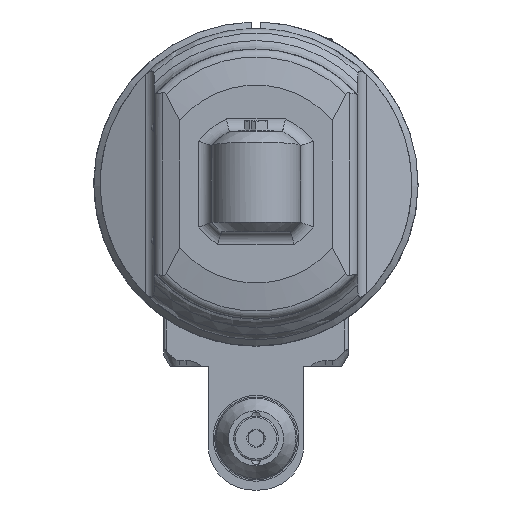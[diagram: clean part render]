
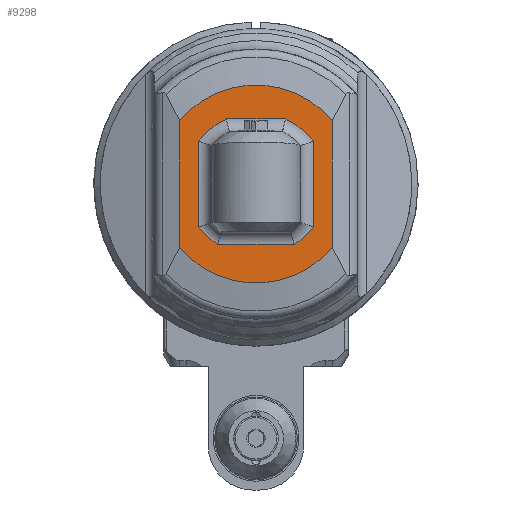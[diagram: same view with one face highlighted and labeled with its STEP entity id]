
A CAD part, front view. The second image highlights one B-rep face of the part: STEP entity #9298.
In plain terms, the highlighted face is planar.
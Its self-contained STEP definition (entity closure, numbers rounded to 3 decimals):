
#170=FACE_BOUND('',#1684,.T.);
#514=PLANE('',#10330);
#1091=FACE_OUTER_BOUND('',#1683,.T.);
#1683=EDGE_LOOP('',(#8201,#8202,#8203,#8204));
#1684=EDGE_LOOP('',(#8205,#8206,#8207,#8208,#8209,#8210,#8211,#8212));
#2153=CIRCLE('',#10324,31.157);
#2155=CIRCLE('',#10328,31.157);
#2156=CIRCLE('',#10331,22.5);
#2157=CIRCLE('',#10332,22.5);
#2158=CIRCLE('',#10333,22.5);
#2159=CIRCLE('',#10334,22.5);
#2890=LINE('',#58057,#3538);
#2891=LINE('',#58101,#3539);
#2892=LINE('',#58109,#3540);
#2893=LINE('',#58113,#3541);
#2894=LINE('',#58117,#3542);
#2895=LINE('',#58121,#3543);
#3538=VECTOR('',#12592,39.714);
#3539=VECTOR('',#12603,39.714);
#3540=VECTOR('',#12614,27.);
#3541=VECTOR('',#12617,18.547);
#3542=VECTOR('',#12620,27.);
#3543=VECTOR('',#12623,24.104);
#4434=VERTEX_POINT('',#58052);
#4435=VERTEX_POINT('',#58056);
#4438=VERTEX_POINT('',#58082);
#4440=VERTEX_POINT('',#58089);
#4441=VERTEX_POINT('',#58107);
#4442=VERTEX_POINT('',#58108);
#4443=VERTEX_POINT('',#58110);
#4444=VERTEX_POINT('',#58112);
#4445=VERTEX_POINT('',#58114);
#4446=VERTEX_POINT('',#58116);
#4447=VERTEX_POINT('',#58118);
#4448=VERTEX_POINT('',#58120);
#5714=EDGE_CURVE('',#4434,#4435,#2890,.T.);
#5719=EDGE_CURVE('',#4438,#4435,#2153,.T.);
#5723=EDGE_CURVE('',#4438,#4440,#2891,.T.);
#5725=EDGE_CURVE('',#4434,#4440,#2155,.T.);
#5726=EDGE_CURVE('',#4441,#4442,#2892,.T.);
#5727=EDGE_CURVE('',#4441,#4443,#2156,.T.);
#5728=EDGE_CURVE('',#4444,#4443,#2893,.T.);
#5729=EDGE_CURVE('',#4444,#4445,#2157,.T.);
#5730=EDGE_CURVE('',#4446,#4445,#2894,.T.);
#5731=EDGE_CURVE('',#4446,#4447,#2158,.T.);
#5732=EDGE_CURVE('',#4448,#4447,#2895,.T.);
#5733=EDGE_CURVE('',#4448,#4442,#2159,.T.);
#8201=ORIENTED_EDGE('',*,*,#5723,.F.);
#8202=ORIENTED_EDGE('',*,*,#5719,.T.);
#8203=ORIENTED_EDGE('',*,*,#5714,.F.);
#8204=ORIENTED_EDGE('',*,*,#5725,.T.);
#8205=ORIENTED_EDGE('',*,*,#5726,.F.);
#8206=ORIENTED_EDGE('',*,*,#5727,.T.);
#8207=ORIENTED_EDGE('',*,*,#5728,.F.);
#8208=ORIENTED_EDGE('',*,*,#5729,.T.);
#8209=ORIENTED_EDGE('',*,*,#5730,.F.);
#8210=ORIENTED_EDGE('',*,*,#5731,.T.);
#8211=ORIENTED_EDGE('',*,*,#5732,.F.);
#8212=ORIENTED_EDGE('',*,*,#5733,.T.);
#9298=ADVANCED_FACE('',(#1091,#170),#514,.F.);
#10324=AXIS2_PLACEMENT_3D('',#58083,#12599,#12600);
#10328=AXIS2_PLACEMENT_3D('',#58104,#12608,#12609);
#10330=AXIS2_PLACEMENT_3D('',#58106,#12612,#12613);
#10331=AXIS2_PLACEMENT_3D('',#58111,#12615,#12616);
#10332=AXIS2_PLACEMENT_3D('',#58115,#12618,#12619);
#10333=AXIS2_PLACEMENT_3D('',#58119,#12621,#12622);
#10334=AXIS2_PLACEMENT_3D('',#58122,#12624,#12625);
#12592=DIRECTION('',(0.,1.,0.));
#12599=DIRECTION('center_axis',(1.,0.,0.));
#12600=DIRECTION('ref_axis',(0.,0.637,-0.771));
#12603=DIRECTION('',(0.,-1.,0.));
#12608=DIRECTION('center_axis',(1.,0.,0.));
#12609=DIRECTION('ref_axis',(0.,-1.,0.));
#12612=DIRECTION('center_axis',(-1.,0.,0.));
#12613=DIRECTION('ref_axis',(0.,1.,0.));
#12614=DIRECTION('',(0.,1.,0.));
#12615=DIRECTION('center_axis',(-1.,0.,0.));
#12616=DIRECTION('ref_axis',(0.,-0.6,-0.8));
#12617=DIRECTION('',(0.,0.,-1.));
#12618=DIRECTION('center_axis',(-1.,0.,0.));
#12619=DIRECTION('ref_axis',(0.,-0.911,0.412));
#12620=DIRECTION('',(0.,-1.,0.));
#12621=DIRECTION('center_axis',(-1.,0.,0.));
#12622=DIRECTION('ref_axis',(0.,0.6,0.8));
#12623=DIRECTION('',(0.,0.,1.));
#12624=DIRECTION('center_axis',(-1.,0.,0.));
#12625=DIRECTION('ref_axis',(0.,0.844,-0.536));
#58052=CARTESIAN_POINT('',(81.,-19.857,24.01));
#58056=CARTESIAN_POINT('',(81.,19.857,24.01));
#58057=CARTESIAN_POINT('',(81.,-19.857,24.01));
#58082=CARTESIAN_POINT('',(81.,19.857,-24.01));
#58083=CARTESIAN_POINT('Origin',(81.,0.,0.));
#58089=CARTESIAN_POINT('',(81.,-19.857,-24.01));
#58101=CARTESIAN_POINT('',(81.,19.857,-24.01));
#58104=CARTESIAN_POINT('Origin',(81.,0.,0.));
#58106=CARTESIAN_POINT('Origin',(81.,-51.,-44.616));
#58107=CARTESIAN_POINT('',(81.,-13.5,-18.));
#58108=CARTESIAN_POINT('',(81.,13.5,-18.));
#58109=CARTESIAN_POINT('',(81.,-13.5,-18.));
#58110=CARTESIAN_POINT('',(81.,-20.5,-9.274));
#58111=CARTESIAN_POINT('Origin',(81.,0.,0.));
#58112=CARTESIAN_POINT('',(81.,-20.5,9.274));
#58113=CARTESIAN_POINT('',(81.,-20.5,9.274));
#58114=CARTESIAN_POINT('',(81.,-13.5,18.));
#58115=CARTESIAN_POINT('Origin',(81.,0.,0.));
#58116=CARTESIAN_POINT('',(81.,13.5,18.));
#58117=CARTESIAN_POINT('',(81.,13.5,18.));
#58118=CARTESIAN_POINT('',(81.,19.,12.052));
#58119=CARTESIAN_POINT('Origin',(81.,0.,0.));
#58120=CARTESIAN_POINT('',(81.,19.,-12.052));
#58121=CARTESIAN_POINT('',(81.,19.,-12.052));
#58122=CARTESIAN_POINT('Origin',(81.,0.,0.));
